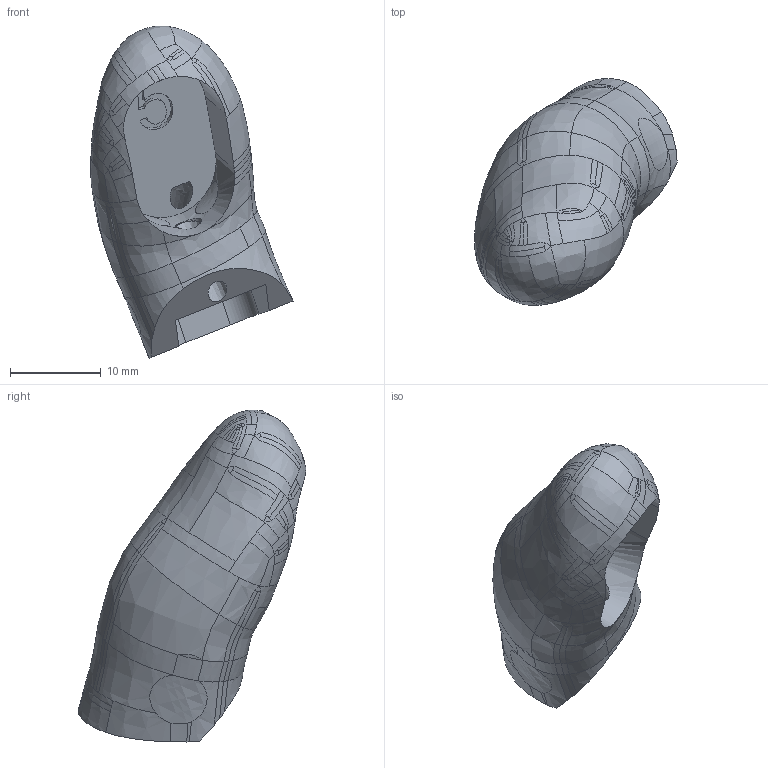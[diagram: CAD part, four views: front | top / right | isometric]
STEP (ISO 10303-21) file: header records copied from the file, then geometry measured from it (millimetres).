
FILE_DESCRIPTION(/* description */ (''),/* implementation_level */ '2;1');
FILE_NAME(/* name */ 'Finger 5T.step',/* time_stamp */ '2025-04-19T08:15:18+02:00',/* author */ (''),/* organization */ (''),/* preprocessor_version */ 'ST-DEVELOPER v20.1',/* originating_system */ 'Autodesk Translation Framework v14.4.0.0',/* authorisation */ '');
FILE_SCHEMA (('AUTOMOTIVE_DESIGN { 1 0 10303 214 3 1 1 }'));
Products named in the file (1): Finger 5T
Bounding box: 22.23 x 25 x 36.5 mm (x, y, z)
Volume: 3970.4 mm3; surface area: 2785 mm2
Topology: 1 solids, 1 shells, 221 faces, 605 edges, 384 vertices
Faces by surface type: bspline 196, plane 21, cylinder 4
Entity records: 38084 total; most frequent: CARTESIAN_POINT 33997, ORIENTED_EDGE 1204, EDGE_CURVE 602, B_SPLINE_CURVE_WITH_KNOTS 475, VERTEX_POINT 384, EDGE_LOOP 226, FACE_OUTER_BOUND 221, ADVANCED_FACE 221
